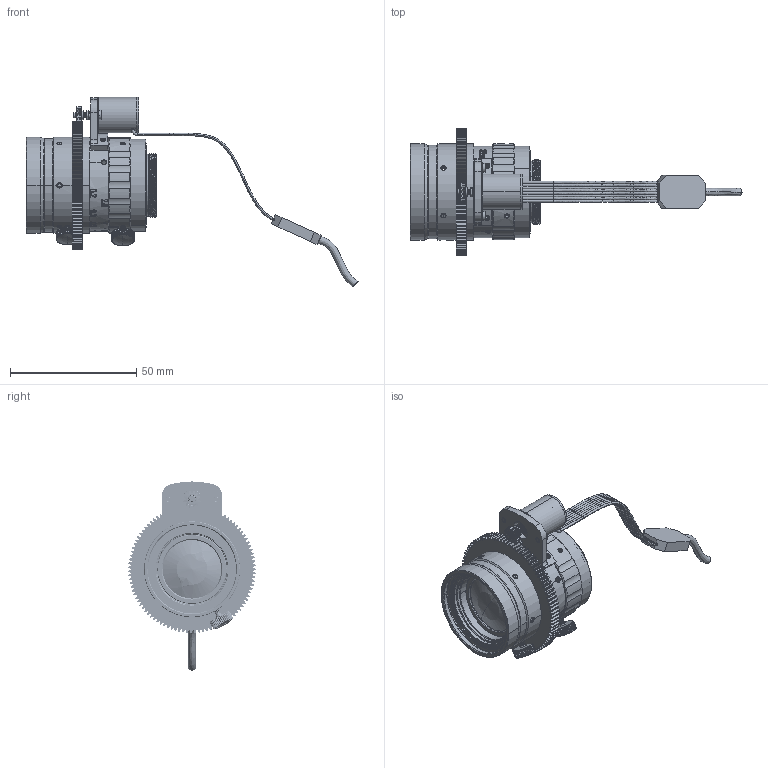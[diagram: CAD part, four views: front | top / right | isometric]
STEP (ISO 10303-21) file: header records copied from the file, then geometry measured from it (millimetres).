
FILE_DESCRIPTION(('FreeCAD Model'),'2;1');
FILE_NAME('Open CASCADE Shape Model','2025-01-22T15:17:54',(''),(''), 'Open CASCADE STEP processor 7.8','FreeCAD','Unknown');
FILE_SCHEMA(('AUTOMOTIVE_DESIGN { 1 0 10303 214 1 1 1 1 }'));
Length unit declared in the file: millimetre
Products named in the file (62): VA-LCM-20MP-35MM-F2.8-110-AF; 505_AF002; 505_AF0; 505_AF001; 506_AF0; 507_AF0; 510_AF0; SOLID; COMPOUND002; COMPOUND; COMPOUND001; 201_AF0_ASM; 501_AF0; 301_AF0; 511_AF0; M14402001_AF0; M14402001_AF1; M14402001_AF2; 202_AF0_ASM; 502_AF0; 306_AF0; 514_AF0; MA082-00-12_AF0_ASM; ASM0001_AF0_ASM; MA082-02-26_AF0; 521_AF0; 531_AF0; 531_AF1; M14252001_AF0; M14252001_AF1; M14252001_AF2; 50722_AF0; 509_AF0; 12-CBD-V2_1_AF0_ASM; ASM0002_AF0_ASM; PRT0001; 12-____-CBD; 12____-YN3_0; 12-_________AF0_ASM; ____1_AF0 ...
Assembly tree (64 placements, depth 5):
  VA-LCM-20MP-35MM-F2.8-110-AF
    505_AF002
      505_AF0
      505_AF001
    506_AF0
    507_AF0
    510_AF0
      SOLID
      COMPOUND002
        COMPOUND
        COMPOUND001
    201_AF0_ASM
      501_AF0
      301_AF0
      511_AF0
    M14402001_AF0
    M14402001_AF1
    M14402001_AF2
    202_AF0_ASM
      502_AF0
      306_AF0
      514_AF0
      MA082-00-12_AF0_ASM
        ASM0001_AF0_ASM
          MA082-02-26_AF0
    521_AF0
    531_AF0
    531_AF1
    M14252001_AF0
    M14252001_AF1
    M14252001_AF2
    50722_AF0
    509_AF0
    12-CBD-V2_1_AF0_ASM
      ASM0002_AF0_ASM
        PRT0001  x2
        12-____-CBD
        12____-YN3_0
        12-_________AF0_ASM
          ____1_AF0
          ____2
        BMB-NM-V12_ASM
          U1-1_SO-8-1-SOLID4
          U1-1_SO-8-1-SOLID9
          C1-1_USER_LIBRARY-0603_SMD_CAPA
          U1-1_SO-8-1-SOLID3
          U1-1_SO-8-1-SOLID8
          U1-1_SO-8-1-SOLID6
          U1-1_SO-8-1-SOLID7
          U1-1_SO-8-1-SOLID1
          BOARD-1-SOLID1
          U1-1_SO-8-1-SOLID2
          U1-1_SO-8-1-SOLID5
        M1_6X0_2____
        12-____-CBD-2_1-29546
        12__-_______2
        PRODUCT_21990
        M1_4X5_____________GB_CROSS_SCR  x2
        PRT0003  x2
        12-____-CBD-2_1-9614
Bounding box: 131.39 x 50.49 x 74.84 mm (x, y, z)
Volume: 19626 mm3; surface area: 32687.9 mm2
Topology: 51 solids, 53 shells, 3552 faces, 9823 edges, 6331 vertices
Faces by surface type: cylinder 1206, plane 765, bspline 624, cone 390, extrusion 303, torus 140, sphere 124
Entity records: 172845 total; most frequent: CARTESIAN_POINT 92495, ORIENTED_EDGE 17982, DIRECTION 14129, EDGE_CURVE 8997, VERTEX_POINT 5879, AXIS2_PLACEMENT_3D 5304, FACE_BOUND 3531, EDGE_LOOP 3531
